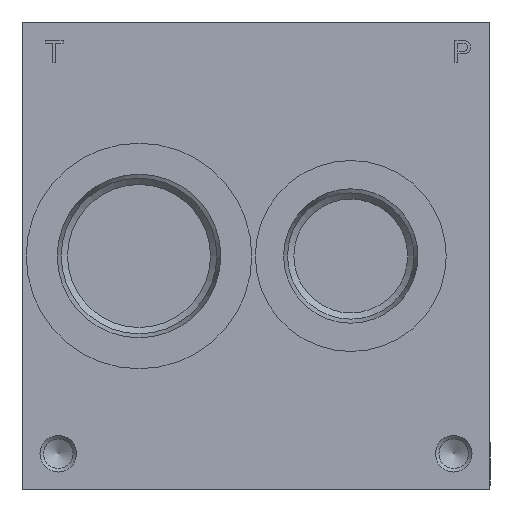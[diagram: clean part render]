
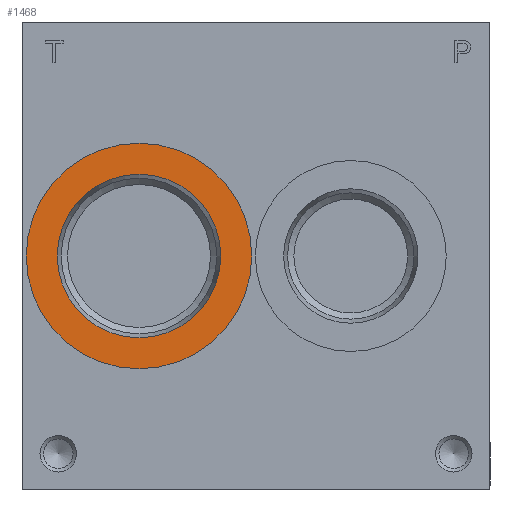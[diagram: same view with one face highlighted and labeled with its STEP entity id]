
A CAD part, left-side view. The second image highlights one B-rep face of the part: STEP entity #1468.
In plain terms, the highlighted planar face has unit normal (-1, 0, 0).
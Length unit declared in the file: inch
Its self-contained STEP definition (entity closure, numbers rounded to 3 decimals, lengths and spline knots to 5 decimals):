
#1468 = ADVANCED_FACE( '', ( #3184, #3185 ), #3186, .T. );
#3184 = FACE_BOUND( '', #4924, .T. );
#3185 = FACE_OUTER_BOUND( '', #4925, .T. );
#3186 = PLANE( '', #4926 );
#4924 = EDGE_LOOP( '', ( #8844 ) );
#4925 = EDGE_LOOP( '', ( #8845 ) );
#4926 = AXIS2_PLACEMENT_3D( '', #8846, #8847, #8848 );
#8844 = ORIENTED_EDGE( '', *, *, #10032, .T. );
#8845 = ORIENTED_EDGE( '', *, *, #9960, .F. );
#8846 = CARTESIAN_POINT( '', ( 0.031, 3.964, 2. ) );
#8847 = DIRECTION( '', ( -1., 0., 0. ) );
#8848 = DIRECTION( '', ( 0., 0., 1. ) );
#9960 = EDGE_CURVE( '', #12044, #12044, #12045, .T. );
#10032 = EDGE_CURVE( '', #12145, #12145, #12146, .T. );
#12044 = VERTEX_POINT( '', #14756 );
#12045 = CIRCLE( '', #14757, 0.964 );
#12145 = VERTEX_POINT( '', #14881 );
#12146 = CIRCLE( '', #14882, 0.699 );
#14756 = CARTESIAN_POINT( '', ( 0.031, 3., 1.036 ) );
#14757 = AXIS2_PLACEMENT_3D( '', #16762, #16763, #16764 );
#14881 = CARTESIAN_POINT( '', ( 0.031, 3., 1.301 ) );
#14882 = AXIS2_PLACEMENT_3D( '', #16852, #16853, #16854 );
#16762 = CARTESIAN_POINT( '', ( 0.031, 3., 2. ) );
#16763 = DIRECTION( '', ( 1., 0., 0. ) );
#16764 = DIRECTION( '', ( 0., 0., -1. ) );
#16852 = CARTESIAN_POINT( '', ( 0.031, 3., 2. ) );
#16853 = DIRECTION( '', ( 1., 0., 0. ) );
#16854 = DIRECTION( '', ( 0., 0., -1. ) );
